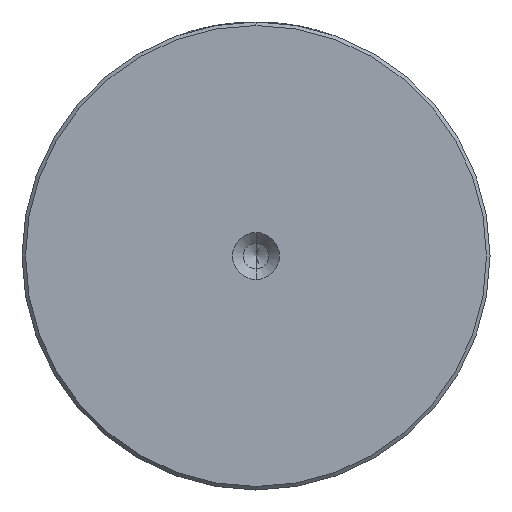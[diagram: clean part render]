
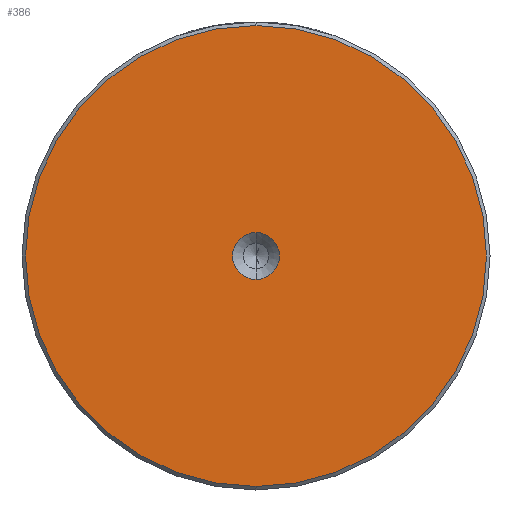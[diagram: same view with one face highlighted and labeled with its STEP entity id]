
A CAD part, left-side view. The second image highlights one B-rep face of the part: STEP entity #386.
In plain terms, the highlighted planar face has unit normal (-1, 0, 0).
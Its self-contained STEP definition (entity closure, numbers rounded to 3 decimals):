
#63 = CARTESIAN_POINT ( 'NONE',  ( 0., 0., -3.3 ) ) ;
#110 = CIRCLE ( 'NONE', #1174, 32.5 ) ;
#151 = VERTEX_POINT ( 'NONE', #63 ) ;
#223 = DIRECTION ( 'NONE',  ( -1., 0., 0. ) ) ;
#231 = CARTESIAN_POINT ( 'NONE',  ( 0., 0., 0. ) ) ;
#234 = DIRECTION ( 'NONE',  ( -1., 0., 0. ) ) ;
#311 = AXIS2_PLACEMENT_3D ( 'NONE', #1644, #223, #1906 ) ;
#342 = DIRECTION ( 'NONE',  ( -1., 0., 0. ) ) ;
#386 = ADVANCED_FACE ( 'NONE', ( #2394, #506 ), #1163, .T. ) ;
#506 = FACE_BOUND ( 'NONE', #1763, .T. ) ;
#517 = CARTESIAN_POINT ( 'NONE',  ( 0., 0., -32.5 ) ) ;
#751 = CIRCLE ( 'NONE', #1034, 32.5 ) ;
#860 = CARTESIAN_POINT ( 'NONE',  ( 0., 0., 3.3 ) ) ;
#900 = AXIS2_PLACEMENT_3D ( 'NONE', #1657, #234, #1912 ) ;
#1034 = AXIS2_PLACEMENT_3D ( 'NONE', #2721, #1278, #2940 ) ;
#1163 = PLANE ( 'NONE',  #1841 ) ;
#1174 = AXIS2_PLACEMENT_3D ( 'NONE', #1764, #342, #2017 ) ;
#1241 = ORIENTED_EDGE ( 'NONE', *, *, #1382, .T. ) ;
#1271 = ORIENTED_EDGE ( 'NONE', *, *, #2987, .F. ) ;
#1278 = DIRECTION ( 'NONE',  ( -1., 0., 0. ) ) ;
#1369 = CIRCLE ( 'NONE', #311, 3.3 ) ;
#1380 = EDGE_CURVE ( 'NONE', #2521, #1953, #751, .T. ) ;
#1382 = EDGE_CURVE ( 'NONE', #1953, #2521, #110, .T. ) ;
#1595 = ORIENTED_EDGE ( 'NONE', *, *, #1380, .T. ) ;
#1622 = CARTESIAN_POINT ( 'NONE',  ( 0., 0., 32.5 ) ) ;
#1644 = CARTESIAN_POINT ( 'NONE',  ( 0., 0., 0. ) ) ;
#1657 = CARTESIAN_POINT ( 'NONE',  ( 0., 0., 0. ) ) ;
#1763 = EDGE_LOOP ( 'NONE', ( #1271, #2903 ) ) ;
#1764 = CARTESIAN_POINT ( 'NONE',  ( 0., 0., 0. ) ) ;
#1841 = AXIS2_PLACEMENT_3D ( 'NONE', #231, #1888, #2369 ) ;
#1888 = DIRECTION ( 'NONE',  ( -1., 0., 0. ) ) ;
#1906 = DIRECTION ( 'NONE',  ( 0., 0., 1. ) ) ;
#1912 = DIRECTION ( 'NONE',  ( 0., 0., 1. ) ) ;
#1953 = VERTEX_POINT ( 'NONE', #517 ) ;
#2017 = DIRECTION ( 'NONE',  ( 0., 0., 1. ) ) ;
#2260 = EDGE_LOOP ( 'NONE', ( #1241, #1595 ) ) ;
#2369 = DIRECTION ( 'NONE',  ( 0., 0., 1. ) ) ;
#2394 = FACE_OUTER_BOUND ( 'NONE', #2260, .T. ) ;
#2521 = VERTEX_POINT ( 'NONE', #1622 ) ;
#2547 = CIRCLE ( 'NONE', #900, 3.3 ) ;
#2568 = EDGE_CURVE ( 'NONE', #151, #2933, #1369, .T. ) ;
#2721 = CARTESIAN_POINT ( 'NONE',  ( 0., 0., 0. ) ) ;
#2903 = ORIENTED_EDGE ( 'NONE', *, *, #2568, .F. ) ;
#2933 = VERTEX_POINT ( 'NONE', #860 ) ;
#2940 = DIRECTION ( 'NONE',  ( 0., 0., 1. ) ) ;
#2987 = EDGE_CURVE ( 'NONE', #2933, #151, #2547, .T. ) ;
